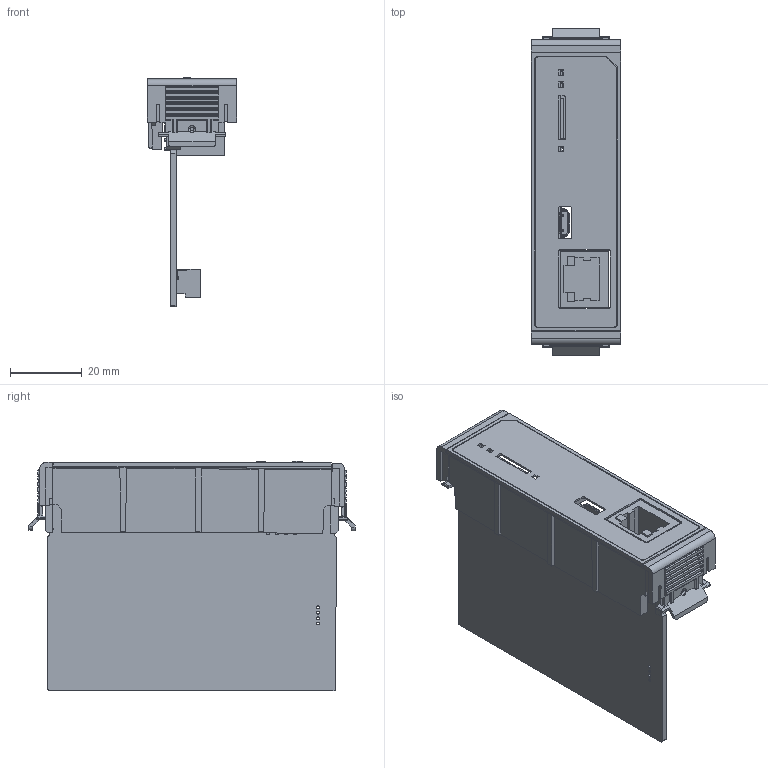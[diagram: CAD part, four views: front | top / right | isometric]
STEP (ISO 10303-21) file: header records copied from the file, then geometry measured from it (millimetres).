
FILE_DESCRIPTION (( 'STEP AP214' ), '1' );
FILE_NAME ('C2-OPCUA_3D.STEP', '2024-11-19T18:36:39', ( '' ), ( '' ), 'SwSTEP 2.0', 'SolidWorks 2024', '' );
FILE_SCHEMA (( 'AUTOMOTIVE_DESIGN' ));
Length unit declared in the file: inch
Products named in the file (1): C2-OPCUA_3D
Bounding box: 24.9 x 90.91 x 64.1 mm (x, y, z)
Volume: 18648.2 mm3; surface area: 26805.7 mm2
Topology: 2 solids, 3 shells, 2131 faces, 6178 edges, 4045 vertices
Faces by surface type: plane 1788, cylinder 310, cone 17, bspline 12, sphere 4
Entity records: 70556 total; most frequent: CARTESIAN_POINT 14818, ORIENTED_EDGE 12356, DIRECTION 10458, EDGE_CURVE 6178, LINE 5104, VECTOR 5104, VERTEX_POINT 4045, AXIS2_PLACEMENT_3D 2677
